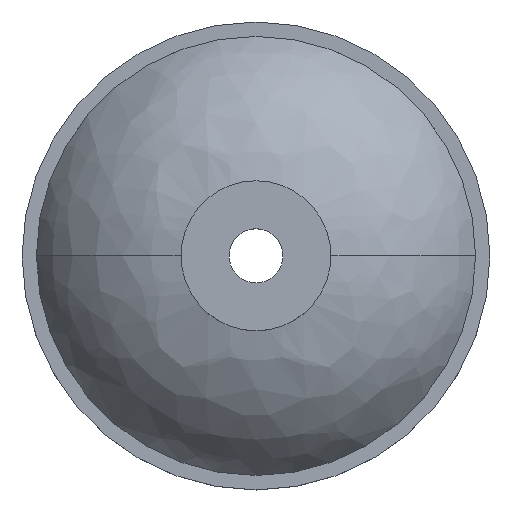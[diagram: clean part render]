
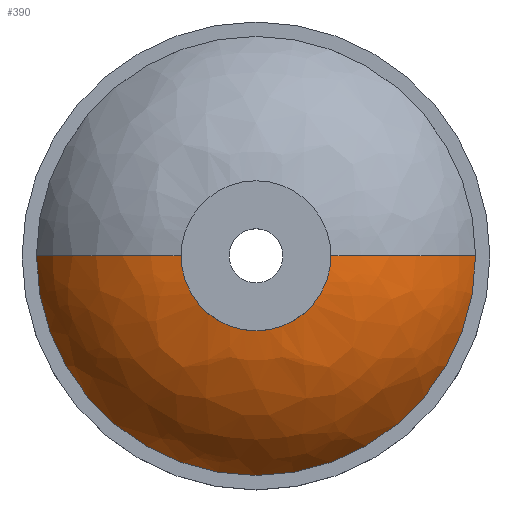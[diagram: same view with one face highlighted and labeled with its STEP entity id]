
A CAD part, top view. The second image highlights one B-rep face of the part: STEP entity #390.
In plain terms, the highlighted free-form (B-spline) face has degree [3, 3] with [7, 4] control points.
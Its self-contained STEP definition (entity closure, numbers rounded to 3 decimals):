
#66=CARTESIAN_POINT('',(35.,0.,-154.005));
#67=DIRECTION('',(0.,1.,0.));
#68=DIRECTION('',(0.166,0.,0.986));
#69=AXIS2_PLACEMENT_3D('',#66,#67,#68);
#71=CARTESIAN_POINT('',(-35.,0.,-154.005));
#72=DIRECTION('',(0.,-1.,0.));
#73=DIRECTION('',(-0.166,0.,0.986));
#74=AXIS2_PLACEMENT_3D('',#71,#72,#73);
#76=CARTESIAN_POINT('',(0.,0.,9.706));
#77=DIRECTION('',(0.,0.,-1.));
#78=DIRECTION('',(1.,0.,0.));
#79=AXIS2_PLACEMENT_3D('',#76,#77,#78);
#99=CARTESIAN_POINT('',(0.,0.,-78.814));
#100=DIRECTION('',(0.,0.,-1.));
#101=DIRECTION('',(1.,0.,0.));
#102=AXIS2_PLACEMENT_3D('',#99,#100,#101);
#209=CARTESIAN_POINT('',(62.5,0.,9.706));
#211=VERTEX_POINT('',#209);
#212=CARTESIAN_POINT('',(183.,0.,-78.814));
#213=VERTEX_POINT('',#212);
#223=CARTESIAN_POINT('',(-62.5,0.,9.706));
#225=VERTEX_POINT('',#223);
#226=CARTESIAN_POINT('',(-183.,0.,-78.814));
#227=VERTEX_POINT('',#226);
#352=CARTESIAN_POINT('',(-184.015,11.577,-81.593));
#353=CARTESIAN_POINT('',(-159.637,10.044,-31.204));
#354=CARTESIAN_POINT('',(-114.597,7.21,1.949));
#355=CARTESIAN_POINT('',(-59.319,3.732,10.192));
#356=CARTESIAN_POINT('',(-191.14,-101.665,
-81.593));
#357=CARTESIAN_POINT('',(-165.818,-88.197,
-31.204));
#358=CARTESIAN_POINT('',(-119.034,-63.313,1.949));
#359=CARTESIAN_POINT('',(-61.616,-32.773,10.192));
#360=CARTESIAN_POINT('',(-113.467,-184.379,
-81.593));
#361=CARTESIAN_POINT('',(-98.435,-159.953,
-31.204));
#362=CARTESIAN_POINT('',(-70.662,-114.824,1.949));
#363=CARTESIAN_POINT('',(-36.577,-59.436,10.192));
#364=CARTESIAN_POINT('',(0.,-184.379,
-81.593));
#365=CARTESIAN_POINT('',(0.,-159.953,
-31.204));
#366=CARTESIAN_POINT('',(0.,-114.824,
1.949));
#367=CARTESIAN_POINT('',(0.,-59.436,10.192));
#368=CARTESIAN_POINT('',(113.467,-184.379,-81.593));
#369=CARTESIAN_POINT('',(98.435,-159.953,-31.204));
#370=CARTESIAN_POINT('',(70.662,-114.824,1.949));
#371=CARTESIAN_POINT('',(36.577,-59.436,10.192));
#372=CARTESIAN_POINT('',(191.14,-101.665,-81.593));
#373=CARTESIAN_POINT('',(165.818,-88.197,-31.204));
#374=CARTESIAN_POINT('',(119.034,-63.313,1.949));
#375=CARTESIAN_POINT('',(61.616,-32.773,10.192));
#376=CARTESIAN_POINT('',(184.015,11.577,-81.593));
#377=CARTESIAN_POINT('',(159.637,10.044,-31.204));
#378=CARTESIAN_POINT('',(114.597,7.21,1.949));
#379=CARTESIAN_POINT('',(59.319,3.732,10.192));
#380=(BOUNDED_SURFACE()B_SPLINE_SURFACE(3,3,((#352,#353,#354,#355),(#356,#357,
#358,#359),(#360,#361,#362,#363),(#364,#365,#366,#367),(#368,#369,#370,#371),(
#372,#373,#374,#375),(#376,#377,#378,#379)),.UNSPECIFIED.,.F.,.F.,.F.)B_SPLINE_SURFACE_WITH_KNOTS((4,3,4),(4,4),(0.,1.,2.),(0.,1.),.UNSPECIFIED.)GEOMETRIC_REPRESENTATION_ITEM()RATIONAL_B_SPLINE_SURFACE(((1.26,
1.163,1.163,1.26),(0.995,
0.918,0.918,0.995),(0.995,
0.918,0.918,0.995),(1.26,
1.163,1.163,1.26),(0.995,
0.918,0.918,0.995),(0.995,
0.918,0.918,0.995),(1.26,
1.163,1.163,1.26)))REPRESENTATION_ITEM('')SURFACE());
#382=ORIENTED_EDGE('',*,*,#381,.T.);
#384=ORIENTED_EDGE('',*,*,#383,.T.);
#386=ORIENTED_EDGE('',*,*,#385,.F.);
#387=ORIENTED_EDGE('',*,*,#345,.F.);
#388=EDGE_LOOP('',(#382,#384,#386,#387));
#389=FACE_OUTER_BOUND('',#388,.F.);
#390=ADVANCED_FACE('',(#389),#380,.T.);
#70=CIRCLE('',#69,166.005);
#75=CIRCLE('',#74,166.005);
#80=CIRCLE('',#79,62.5);
#103=CIRCLE('',#102,183.);
#345=EDGE_CURVE('',#211,#225,#80,.T.);
#381=EDGE_CURVE('',#211,#213,#70,.T.);
#383=EDGE_CURVE('',#213,#227,#103,.T.);
#385=EDGE_CURVE('',#225,#227,#75,.T.);
